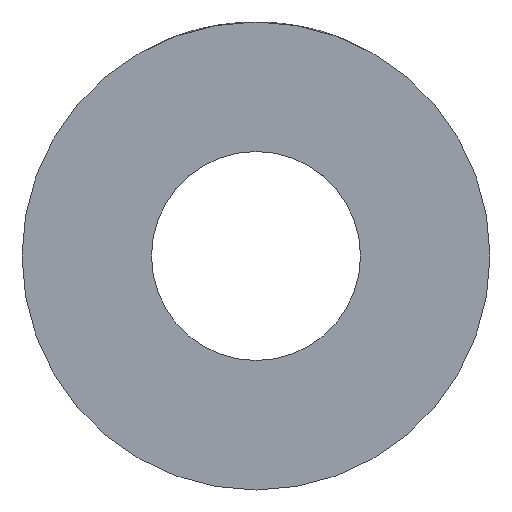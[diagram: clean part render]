
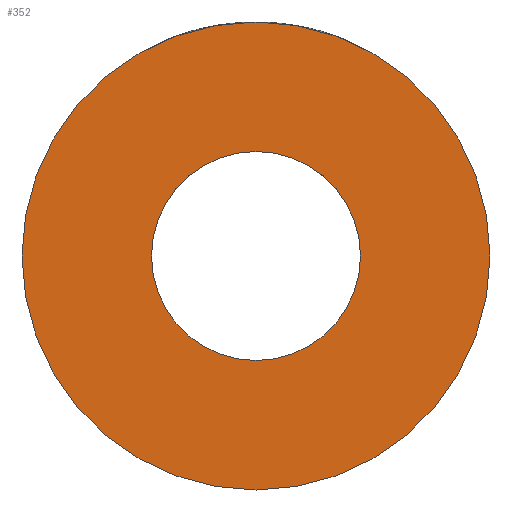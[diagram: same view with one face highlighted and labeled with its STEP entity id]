
A CAD part, front view. The second image highlights one B-rep face of the part: STEP entity #352.
In plain terms, the highlighted planar face has unit normal (0, -1, 0).
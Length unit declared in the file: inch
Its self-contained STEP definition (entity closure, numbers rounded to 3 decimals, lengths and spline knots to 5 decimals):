
#15 = DIRECTION ( 'NONE',  ( 0., 0., -1. ) ) ;
#29 = DIRECTION ( 'NONE',  ( 0., 1., 0. ) ) ;
#32 = AXIS2_PLACEMENT_3D ( 'NONE', #665, #361, #15 ) ;
#46 = VERTEX_POINT ( 'NONE', #608 ) ;
#63 = ORIENTED_EDGE ( 'NONE', *, *, #102, .F. ) ;
#81 = AXIS2_PLACEMENT_3D ( 'NONE', #612, #29, #682 ) ;
#102 = EDGE_CURVE ( 'NONE', #447, #177, #212, .T. ) ;
#131 = EDGE_CURVE ( 'NONE', #177, #447, #175, .T. ) ;
#152 = EDGE_LOOP ( 'NONE', ( #407, #63 ) ) ;
#164 = EDGE_CURVE ( 'NONE', #46, #628, #483, .T. ) ;
#171 = DIRECTION ( 'NONE',  ( 0., 0., 1. ) ) ;
#173 = DIRECTION ( 'NONE',  ( 0., 1., 0. ) ) ;
#175 = CIRCLE ( 'NONE', #271, 0.21 ) ;
#176 = CARTESIAN_POINT ( 'NONE',  ( 0., 0., 0. ) ) ;
#177 = VERTEX_POINT ( 'NONE', #680 ) ;
#212 = CIRCLE ( 'NONE', #298, 0.21 ) ;
#215 = DIRECTION ( 'NONE',  ( 0., 0., 1. ) ) ;
#219 = DIRECTION ( 'NONE',  ( 0., 1., 0. ) ) ;
#231 = CARTESIAN_POINT ( 'NONE',  ( 0., 0., 0. ) ) ;
#250 = AXIS2_PLACEMENT_3D ( 'NONE', #583, #574, #567 ) ;
#271 = AXIS2_PLACEMENT_3D ( 'NONE', #176, #173, #171 ) ;
#298 = AXIS2_PLACEMENT_3D ( 'NONE', #231, #219, #215 ) ;
#337 = ORIENTED_EDGE ( 'NONE', *, *, #571, .F. ) ;
#351 = FACE_OUTER_BOUND ( 'NONE', #152, .T. ) ;
#352 = ADVANCED_FACE ( 'NONE', ( #647, #351 ), #641, .F. ) ;
#361 = DIRECTION ( 'NONE',  ( 0., -1., 0. ) ) ;
#407 = ORIENTED_EDGE ( 'NONE', *, *, #131, .F. ) ;
#447 = VERTEX_POINT ( 'NONE', #592 ) ;
#463 = CARTESIAN_POINT ( 'NONE',  ( 0., 0., 0.09375 ) ) ;
#483 = CIRCLE ( 'NONE', #250, 0.09375 ) ;
#511 = ORIENTED_EDGE ( 'NONE', *, *, #164, .F. ) ;
#528 = EDGE_LOOP ( 'NONE', ( #337, #511 ) ) ;
#567 = DIRECTION ( 'NONE',  ( 0., 0., -1. ) ) ;
#571 = EDGE_CURVE ( 'NONE', #628, #46, #687, .T. ) ;
#574 = DIRECTION ( 'NONE',  ( 0., -1., 0. ) ) ;
#583 = CARTESIAN_POINT ( 'NONE',  ( 0., 0., 0. ) ) ;
#592 = CARTESIAN_POINT ( 'NONE',  ( 0., 0., 0.21 ) ) ;
#608 = CARTESIAN_POINT ( 'NONE',  ( 0., 0., -0.09375 ) ) ;
#612 = CARTESIAN_POINT ( 'NONE',  ( 0., 0., 0. ) ) ;
#628 = VERTEX_POINT ( 'NONE', #463 ) ;
#641 = PLANE ( 'NONE',  #81 ) ;
#647 = FACE_BOUND ( 'NONE', #528, .T. ) ;
#665 = CARTESIAN_POINT ( 'NONE',  ( 0., 0., 0. ) ) ;
#680 = CARTESIAN_POINT ( 'NONE',  ( 0., 0., -0.21 ) ) ;
#682 = DIRECTION ( 'NONE',  ( 0., 0., 1. ) ) ;
#687 = CIRCLE ( 'NONE', #32, 0.09375 ) ;
